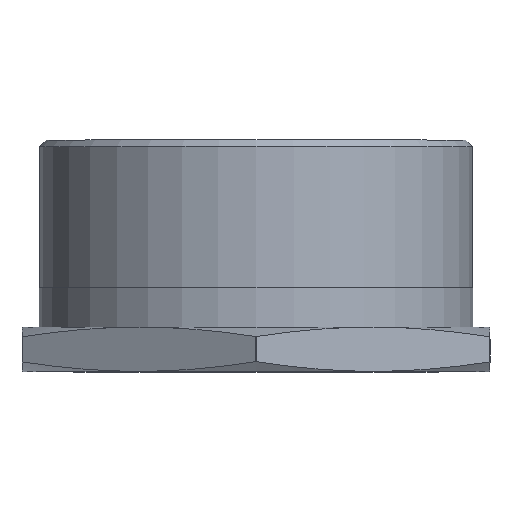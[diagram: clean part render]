
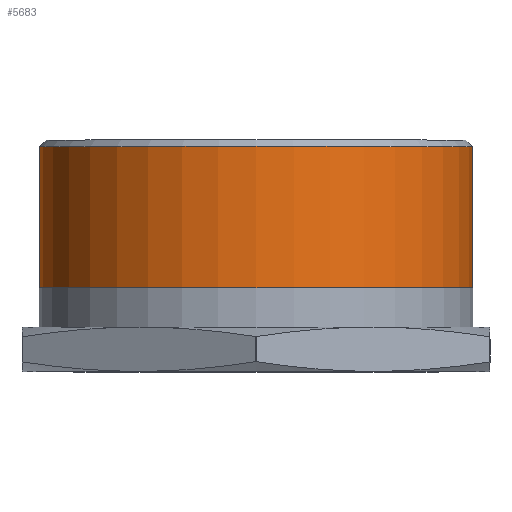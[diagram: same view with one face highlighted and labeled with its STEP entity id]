
A CAD part, top view. The second image highlights one B-rep face of the part: STEP entity #5683.
In plain terms, the highlighted cylindrical face has radius 43.942 mm (diameter 87.884 mm), a partial arc.
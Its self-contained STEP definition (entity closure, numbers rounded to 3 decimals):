
#863 = DIRECTION ( 'NONE',  ( 0., 1., 0. ) ) ;
#878 = CARTESIAN_POINT ( 'NONE',  ( 0., 9., 0. ) ) ;
#935 = VERTEX_POINT ( 'NONE', #14680 ) ;
#1219 = LINE ( 'NONE', #6885, #14646 ) ;
#1243 = VERTEX_POINT ( 'NONE', #13627 ) ;
#1977 = VECTOR ( 'NONE', #12836, 1000. ) ;
#2009 = AXIS2_PLACEMENT_3D ( 'NONE', #14448, #6299, #9752 ) ;
#2047 = DIRECTION ( 'NONE',  ( 1., 0., 0. ) ) ;
#3080 = CIRCLE ( 'NONE', #2009, 43.942 ) ;
#3326 = CARTESIAN_POINT ( 'NONE',  ( 43.942, 45.656, 0. ) ) ;
#3336 = CARTESIAN_POINT ( 'NONE',  ( -43.942, 45.656, 0. ) ) ;
#3582 = FACE_OUTER_BOUND ( 'NONE', #5585, .T. ) ;
#4010 = EDGE_CURVE ( 'NONE', #6607, #5732, #3080, .T. ) ;
#4291 = DIRECTION ( 'NONE',  ( 0., 1., 0. ) ) ;
#5113 = LINE ( 'NONE', #15165, #1977 ) ;
#5560 = EDGE_CURVE ( 'NONE', #1243, #935, #10905, .T. ) ;
#5585 = EDGE_LOOP ( 'NONE', ( #6778, #5705, #6421, #13853 ) ) ;
#5683 = ADVANCED_FACE ( 'NONE', ( #3582 ), #8700, .T. ) ;
#5705 = ORIENTED_EDGE ( 'NONE', *, *, #5560, .T. ) ;
#5732 = VERTEX_POINT ( 'NONE', #3326 ) ;
#6299 = DIRECTION ( 'NONE',  ( 0., 1., 0. ) ) ;
#6373 = DIRECTION ( 'NONE',  ( 0., 1., 0. ) ) ;
#6421 = ORIENTED_EDGE ( 'NONE', *, *, #14711, .T. ) ;
#6425 = DIRECTION ( 'NONE',  ( 1., 0., 0. ) ) ;
#6607 = VERTEX_POINT ( 'NONE', #3336 ) ;
#6778 = ORIENTED_EDGE ( 'NONE', *, *, #13968, .F. ) ;
#6885 = CARTESIAN_POINT ( 'NONE',  ( 43.942, 9., 0. ) ) ;
#8700 = CYLINDRICAL_SURFACE ( 'NONE', #13021, 43.942 ) ;
#9752 = DIRECTION ( 'NONE',  ( 1., 0., 0. ) ) ;
#10905 = CIRCLE ( 'NONE', #12039, 43.942 ) ;
#10990 = CARTESIAN_POINT ( 'NONE',  ( 0., 17., 0. ) ) ;
#12039 = AXIS2_PLACEMENT_3D ( 'NONE', #10990, #6373, #6425 ) ;
#12836 = DIRECTION ( 'NONE',  ( 0., 1., 0. ) ) ;
#13021 = AXIS2_PLACEMENT_3D ( 'NONE', #878, #4291, #2047 ) ;
#13627 = CARTESIAN_POINT ( 'NONE',  ( -43.942, 17., 0. ) ) ;
#13853 = ORIENTED_EDGE ( 'NONE', *, *, #4010, .F. ) ;
#13968 = EDGE_CURVE ( 'NONE', #1243, #6607, #5113, .T. ) ;
#14448 = CARTESIAN_POINT ( 'NONE',  ( 0., 45.656, 0. ) ) ;
#14646 = VECTOR ( 'NONE', #863, 1000. ) ;
#14680 = CARTESIAN_POINT ( 'NONE',  ( 43.942, 17., 0. ) ) ;
#14711 = EDGE_CURVE ( 'NONE', #935, #5732, #1219, .T. ) ;
#15165 = CARTESIAN_POINT ( 'NONE',  ( -43.942, 9., 0. ) ) ;
